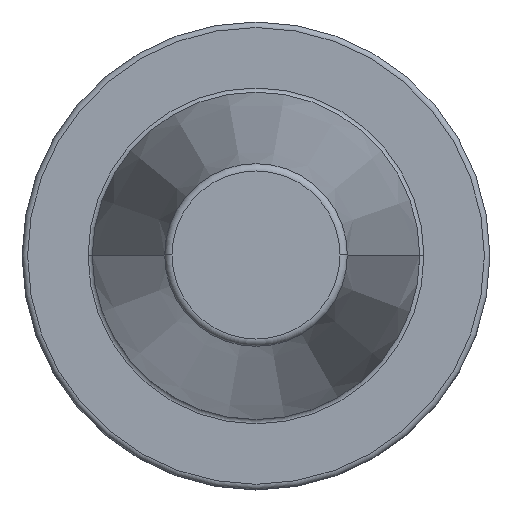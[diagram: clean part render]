
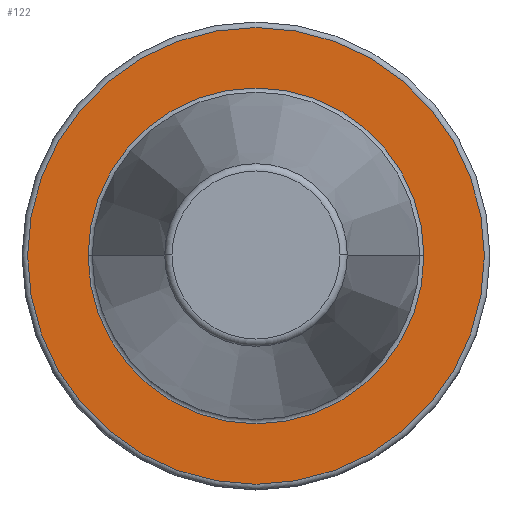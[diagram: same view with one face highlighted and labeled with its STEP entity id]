
A CAD part, top view. The second image highlights one B-rep face of the part: STEP entity #122.
In plain terms, the highlighted planar face has unit normal (0, 0, 1).
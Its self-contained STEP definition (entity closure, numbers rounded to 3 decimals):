
#122=ADVANCED_FACE('',(#160,#161),#154,.T.);
#154=PLANE('',#521);
#160=FACE_BOUND('',#170,.T.);
#161=FACE_BOUND('',#171,.T.);
#170=EDGE_LOOP('',(#207));
#171=EDGE_LOOP('',(#208,#209));
#207=ORIENTED_EDGE('',*,*,#374,.T.);
#208=ORIENTED_EDGE('',*,*,#375,.F.);
#209=ORIENTED_EDGE('',*,*,#376,.F.);
#335=VERTEX_POINT('',#788);
#336=VERTEX_POINT('',#790);
#337=VERTEX_POINT('',#791);
#374=EDGE_CURVE('',#335,#335,#438,.T.);
#375=EDGE_CURVE('',#336,#337,#439,.T.);
#376=EDGE_CURVE('',#337,#336,#440,.T.);
#438=CIRCLE('',#518,31.);
#439=CIRCLE('',#519,22.79);
#440=CIRCLE('',#520,22.79);
#518=AXIS2_PLACEMENT_3D('',#787,#605,#606);
#519=AXIS2_PLACEMENT_3D('',#789,#607,#608);
#520=AXIS2_PLACEMENT_3D('',#792,#609,#610);
#521=AXIS2_PLACEMENT_3D('',#793,#611,#612);
#605=DIRECTION('',(0.,0.,1.));
#606=DIRECTION('',(1.,0.,0.));
#607=DIRECTION('',(0.,0.,1.));
#608=DIRECTION('',(1.,0.,0.));
#609=DIRECTION('',(0.,0.,1.));
#610=DIRECTION('',(1.,0.,0.));
#611=DIRECTION('',(0.,0.,1.));
#612=DIRECTION('',(-1.,0.,0.));
#787=CARTESIAN_POINT('',(0.,0.,-3.2));
#788=CARTESIAN_POINT('',(31.,0.,-3.2));
#789=CARTESIAN_POINT('',(0.,0.,-3.2));
#790=CARTESIAN_POINT('',(22.79,0.,-3.2));
#791=CARTESIAN_POINT('',(-22.79,0.,-3.2));
#792=CARTESIAN_POINT('',(0.,0.,-3.2));
#793=CARTESIAN_POINT('',(0.,22.79,-3.2));
